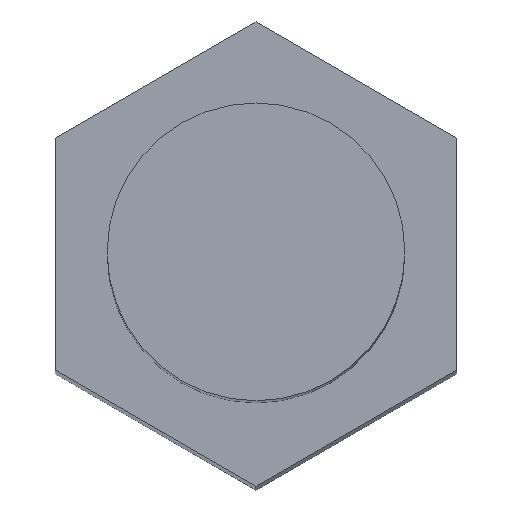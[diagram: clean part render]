
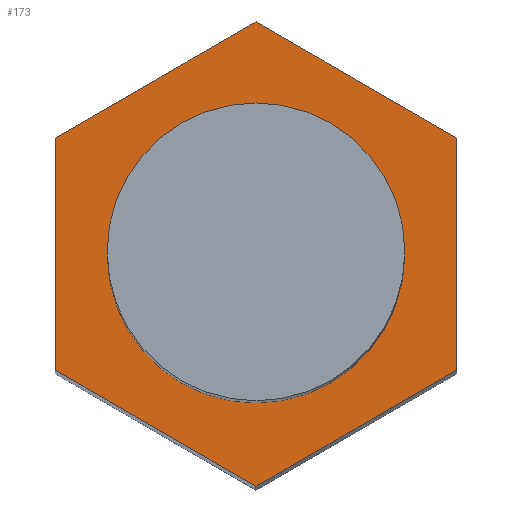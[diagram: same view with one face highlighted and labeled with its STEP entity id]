
A CAD part, top view. The second image highlights one B-rep face of the part: STEP entity #173.
In plain terms, the highlighted planar face has unit normal (0, 0, 1).
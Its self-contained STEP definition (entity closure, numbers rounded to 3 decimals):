
#6 = VERTEX_POINT ( 'NONE', #14 ) ;
#9 = CARTESIAN_POINT ( 'NONE',  ( 13.5, 0., 74. ) ) ;
#13 = CARTESIAN_POINT ( 'NONE',  ( 6.75, 11.691, 74. ) ) ;
#14 = CARTESIAN_POINT ( 'NONE',  ( -10., 0., 74. ) ) ;
#19 = LINE ( 'NONE', #25, #190 ) ;
#22 = DIRECTION ( 'NONE',  ( 0., -1., 0. ) ) ;
#24 = EDGE_LOOP ( 'NONE', ( #42, #229, #114, #131, #146, #397 ) ) ;
#25 = CARTESIAN_POINT ( 'NONE',  ( -6.75, -11.691, 74. ) ) ;
#26 = DIRECTION ( 'NONE',  ( -0.866, -0.5, 0. ) ) ;
#41 = VERTEX_POINT ( 'NONE', #76 ) ;
#42 = ORIENTED_EDGE ( 'NONE', *, *, #184, .T. ) ;
#51 = CARTESIAN_POINT ( 'NONE',  ( 6.75, -11.691, 74. ) ) ;
#56 = CARTESIAN_POINT ( 'NONE',  ( -13.5, 0., 74. ) ) ;
#58 = DIRECTION ( 'NONE',  ( 0.866, -0.5, 0. ) ) ;
#64 = DIRECTION ( 'NONE',  ( -0.866, 0.5, 0. ) ) ;
#65 = LINE ( 'NONE', #13, #228 ) ;
#76 = CARTESIAN_POINT ( 'NONE',  ( -13.5, -7.794, 74. ) ) ;
#80 = DIRECTION ( 'NONE',  ( 0., 0., 1. ) ) ;
#81 = VECTOR ( 'NONE', #294, 1000. ) ;
#92 = LINE ( 'NONE', #56, #427 ) ;
#104 = DIRECTION ( 'NONE',  ( 0., 1., 0. ) ) ;
#114 = ORIENTED_EDGE ( 'NONE', *, *, #203, .T. ) ;
#122 = DIRECTION ( 'NONE',  ( 0., 0., 1. ) ) ;
#130 = LINE ( 'NONE', #9, #428 ) ;
#131 = ORIENTED_EDGE ( 'NONE', *, *, #425, .T. ) ;
#146 = ORIENTED_EDGE ( 'NONE', *, *, #288, .T. ) ;
#149 = EDGE_CURVE ( 'NONE', #41, #398, #19, .T. ) ;
#153 = VECTOR ( 'NONE', #26, 1000. ) ;
#155 = EDGE_LOOP ( 'NONE', ( #381, #185 ) ) ;
#159 = CARTESIAN_POINT ( 'NONE',  ( 0., 0., 74. ) ) ;
#166 = CIRCLE ( 'NONE', #248, 10. ) ;
#169 = LINE ( 'NONE', #227, #153 ) ;
#173 = ADVANCED_FACE ( 'NONE', ( #204, #359 ), #233, .T. ) ;
#177 = CARTESIAN_POINT ( 'NONE',  ( 0., 0., 74. ) ) ;
#182 = CARTESIAN_POINT ( 'NONE',  ( -13.5, 7.794, 74. ) ) ;
#184 = EDGE_CURVE ( 'NONE', #339, #41, #92, .T. ) ;
#185 = ORIENTED_EDGE ( 'NONE', *, *, #212, .F. ) ;
#190 = VECTOR ( 'NONE', #58, 1000. ) ;
#203 = EDGE_CURVE ( 'NONE', #398, #308, #269, .T. ) ;
#204 = FACE_BOUND ( 'NONE', #155, .T. ) ;
#210 = VERTEX_POINT ( 'NONE', #268 ) ;
#211 = VERTEX_POINT ( 'NONE', #400 ) ;
#212 = EDGE_CURVE ( 'NONE', #6, #370, #416, .T. ) ;
#217 = DIRECTION ( 'NONE',  ( 1., 0., 0. ) ) ;
#222 = CARTESIAN_POINT ( 'NONE',  ( 13.5, -7.794, 74. ) ) ;
#227 = CARTESIAN_POINT ( 'NONE',  ( -6.75, 11.691, 74. ) ) ;
#228 = VECTOR ( 'NONE', #64, 1000. ) ;
#229 = ORIENTED_EDGE ( 'NONE', *, *, #149, .T. ) ;
#233 = PLANE ( 'NONE',  #239 ) ;
#234 = EDGE_CURVE ( 'NONE', #210, #339, #169, .T. ) ;
#239 = AXIS2_PLACEMENT_3D ( 'NONE', #159, #122, #331 ) ;
#248 = AXIS2_PLACEMENT_3D ( 'NONE', #177, #408, #217 ) ;
#268 = CARTESIAN_POINT ( 'NONE',  ( 0., 15.588, 74. ) ) ;
#269 = LINE ( 'NONE', #51, #81 ) ;
#282 = AXIS2_PLACEMENT_3D ( 'NONE', #401, #80, #323 ) ;
#288 = EDGE_CURVE ( 'NONE', #211, #210, #65, .T. ) ;
#294 = DIRECTION ( 'NONE',  ( 0.866, 0.5, 0. ) ) ;
#308 = VERTEX_POINT ( 'NONE', #222 ) ;
#310 = CARTESIAN_POINT ( 'NONE',  ( 0., -15.588, 74. ) ) ;
#323 = DIRECTION ( 'NONE',  ( 1., 0., 0. ) ) ;
#331 = DIRECTION ( 'NONE',  ( 1., 0., 0. ) ) ;
#339 = VERTEX_POINT ( 'NONE', #182 ) ;
#359 = FACE_OUTER_BOUND ( 'NONE', #24, .T. ) ;
#370 = VERTEX_POINT ( 'NONE', #411 ) ;
#381 = ORIENTED_EDGE ( 'NONE', *, *, #406, .F. ) ;
#397 = ORIENTED_EDGE ( 'NONE', *, *, #234, .T. ) ;
#398 = VERTEX_POINT ( 'NONE', #310 ) ;
#400 = CARTESIAN_POINT ( 'NONE',  ( 13.5, 7.794, 74. ) ) ;
#401 = CARTESIAN_POINT ( 'NONE',  ( 0., 0., 74. ) ) ;
#406 = EDGE_CURVE ( 'NONE', #370, #6, #166, .T. ) ;
#408 = DIRECTION ( 'NONE',  ( 0., 0., 1. ) ) ;
#411 = CARTESIAN_POINT ( 'NONE',  ( 10., 0., 74. ) ) ;
#416 = CIRCLE ( 'NONE', #282, 10. ) ;
#425 = EDGE_CURVE ( 'NONE', #308, #211, #130, .T. ) ;
#427 = VECTOR ( 'NONE', #22, 1000. ) ;
#428 = VECTOR ( 'NONE', #104, 1000. ) ;
